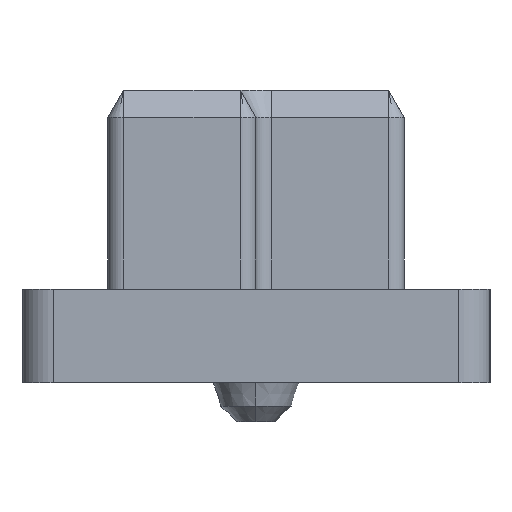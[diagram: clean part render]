
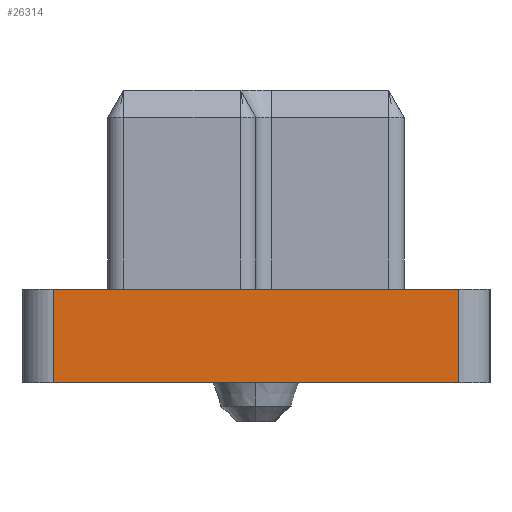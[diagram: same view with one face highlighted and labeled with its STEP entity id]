
A CAD part, left-side view. The second image highlights one B-rep face of the part: STEP entity #26314.
In plain terms, the highlighted planar face has unit normal (-1, 0, 0).
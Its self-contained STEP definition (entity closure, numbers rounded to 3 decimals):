
#7975=DIRECTION('',(0.,-1.,0.));
#7976=VECTOR('',#7975,5.2);
#7977=CARTESIAN_POINT('',(-14.9,2.6,-2.55));
#7978=LINE('',#7977,#7976);
#8063=DIRECTION('',(0.,-1.,0.));
#8064=VECTOR('',#8063,5.2);
#8065=CARTESIAN_POINT('',(-14.9,2.6,-3.75));
#8066=LINE('',#8065,#8064);
#8205=DIRECTION('',(0.,0.,-1.));
#8206=VECTOR('',#8205,1.2);
#8207=CARTESIAN_POINT('',(-14.9,2.6,-2.55));
#8208=LINE('',#8207,#8206);
#8232=DIRECTION('',(0.,0.,-1.));
#8233=VECTOR('',#8232,1.2);
#8234=CARTESIAN_POINT('',(-14.9,-2.6,-2.55));
#8235=LINE('',#8234,#8233);
#11854=CARTESIAN_POINT('',(-14.9,2.6,-2.55));
#11855=CARTESIAN_POINT('',(-14.9,2.6,-3.75));
#11856=VERTEX_POINT('',#11854);
#11857=VERTEX_POINT('',#11855);
#11874=CARTESIAN_POINT('',(-14.9,-2.6,-3.75));
#11875=VERTEX_POINT('',#11874);
#11876=CARTESIAN_POINT('',(-14.9,-2.6,-2.55));
#11877=VERTEX_POINT('',#11876);
#26302=CARTESIAN_POINT('',(-14.9,3.,-3.75));
#26303=DIRECTION('',(-1.,0.,0.));
#26304=DIRECTION('',(0.,-1.,0.));
#26305=AXIS2_PLACEMENT_3D('',#26302,#26303,#26304);
#26306=PLANE('',#26305);
#26307=ORIENTED_EDGE('',*,*,#26293,.F.);
#26308=ORIENTED_EDGE('',*,*,#26005,.T.);
#26310=ORIENTED_EDGE('',*,*,#26309,.T.);
#26311=ORIENTED_EDGE('',*,*,#26118,.F.);
#26312=EDGE_LOOP('',(#26307,#26308,#26310,#26311));
#26313=FACE_OUTER_BOUND('',#26312,.F.);
#26005=EDGE_CURVE('',#11856,#11877,#7978,.T.);
#26118=EDGE_CURVE('',#11857,#11875,#8066,.T.);
#26293=EDGE_CURVE('',#11856,#11857,#8208,.T.);
#26309=EDGE_CURVE('',#11877,#11875,#8235,.T.);
#26314=ADVANCED_FACE('',(#26313),#26306,.T.);
